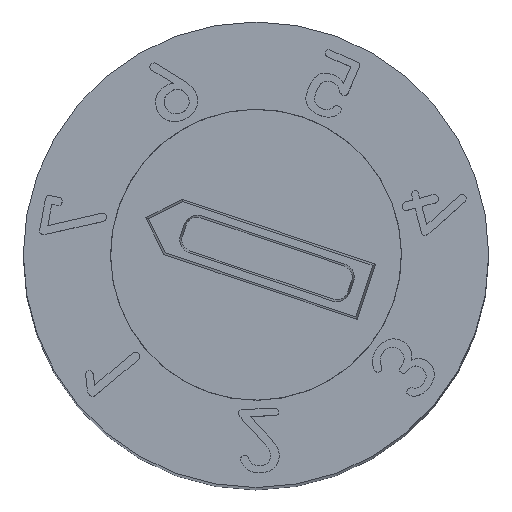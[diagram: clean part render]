
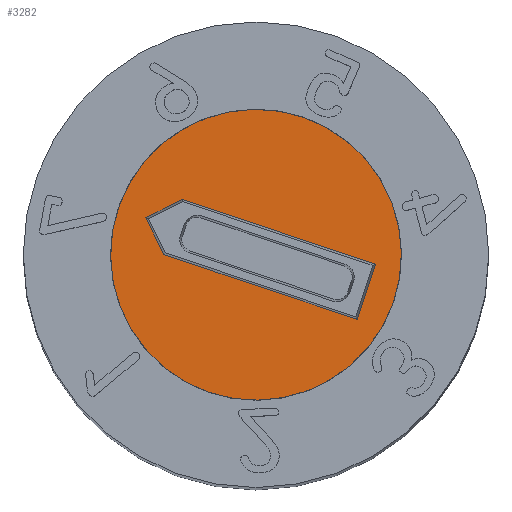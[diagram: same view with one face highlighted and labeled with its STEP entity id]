
A CAD part, top view. The second image highlights one B-rep face of the part: STEP entity #3282.
In plain terms, the highlighted planar face has unit normal (0, 0, 1).
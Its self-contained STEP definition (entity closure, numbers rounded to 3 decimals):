
#69=CIRCLE('',#3447,1.25);
#90=FACE_BOUND('',#518,.T.);
#152=PLANE('',#3446);
#326=FACE_OUTER_BOUND('',#517,.T.);
#517=EDGE_LOOP('',(#2976));
#518=EDGE_LOOP('',(#2977,#2978,#2979,#2980,#2981));
#769=LINE('',#6164,#1027);
#773=LINE('',#6171,#1031);
#776=LINE('',#6177,#1034);
#779=LINE('',#6183,#1037);
#781=LINE('',#6186,#1039);
#1027=VECTOR('',#3897,10.);
#1031=VECTOR('',#3903,10.);
#1034=VECTOR('',#3908,10.);
#1037=VECTOR('',#3913,10.);
#1039=VECTOR('',#3917,10.);
#1544=VERTEX_POINT('',#6161);
#1545=VERTEX_POINT('',#6163);
#1547=VERTEX_POINT('',#6169);
#1549=VERTEX_POINT('',#6175);
#1551=VERTEX_POINT('',#6181);
#1552=VERTEX_POINT('',#6189);
#2019=EDGE_CURVE('',#1545,#1544,#769,.T.);
#2023=EDGE_CURVE('',#1544,#1547,#773,.T.);
#2026=EDGE_CURVE('',#1547,#1549,#776,.T.);
#2029=EDGE_CURVE('',#1549,#1551,#779,.T.);
#2031=EDGE_CURVE('',#1551,#1545,#781,.T.);
#2032=EDGE_CURVE('',#1552,#1552,#69,.T.);
#2976=ORIENTED_EDGE('',*,*,#2032,.F.);
#2977=ORIENTED_EDGE('',*,*,#2019,.T.);
#2978=ORIENTED_EDGE('',*,*,#2023,.T.);
#2979=ORIENTED_EDGE('',*,*,#2026,.T.);
#2980=ORIENTED_EDGE('',*,*,#2029,.T.);
#2981=ORIENTED_EDGE('',*,*,#2031,.T.);
#3282=ADVANCED_FACE('',(#326,#90),#152,.F.);
#3446=AXIS2_PLACEMENT_3D('',#6188,#3920,#3921);
#3447=AXIS2_PLACEMENT_3D('',#6190,#3922,#3923);
#3897=DIRECTION('',(-0.707,-0.707,0.));
#3903=DIRECTION('',(-0.707,0.707,0.));
#3908=DIRECTION('',(0.,1.,0.));
#3913=DIRECTION('',(1.,0.,0.));
#3917=DIRECTION('',(0.,-1.,0.));
#3920=DIRECTION('center_axis',(0.,0.,-1.));
#3921=DIRECTION('ref_axis',(-1.,0.,0.));
#3922=DIRECTION('center_axis',(0.,0.,-1.));
#3923=DIRECTION('ref_axis',(-1.,0.,0.));
#6161=CARTESIAN_POINT('',(0.,-1.,2.3));
#6163=CARTESIAN_POINT('',(0.25,-0.75,2.3));
#6164=CARTESIAN_POINT('',(0.375,-0.625,2.3));
#6169=CARTESIAN_POINT('',(-0.25,-0.75,2.3));
#6171=CARTESIAN_POINT('',(-0.25,-0.75,2.3));
#6175=CARTESIAN_POINT('',(-0.25,1.,2.3));
#6177=CARTESIAN_POINT('',(-0.25,-0.375,2.3));
#6181=CARTESIAN_POINT('',(0.25,1.,2.3));
#6183=CARTESIAN_POINT('',(-0.125,1.,2.3));
#6186=CARTESIAN_POINT('',(0.25,0.5,2.3));
#6188=CARTESIAN_POINT('Origin',(0.,0.,2.3));
#6189=CARTESIAN_POINT('',(1.25,0.,2.3));
#6190=CARTESIAN_POINT('Origin',(0.,0.,2.3));
